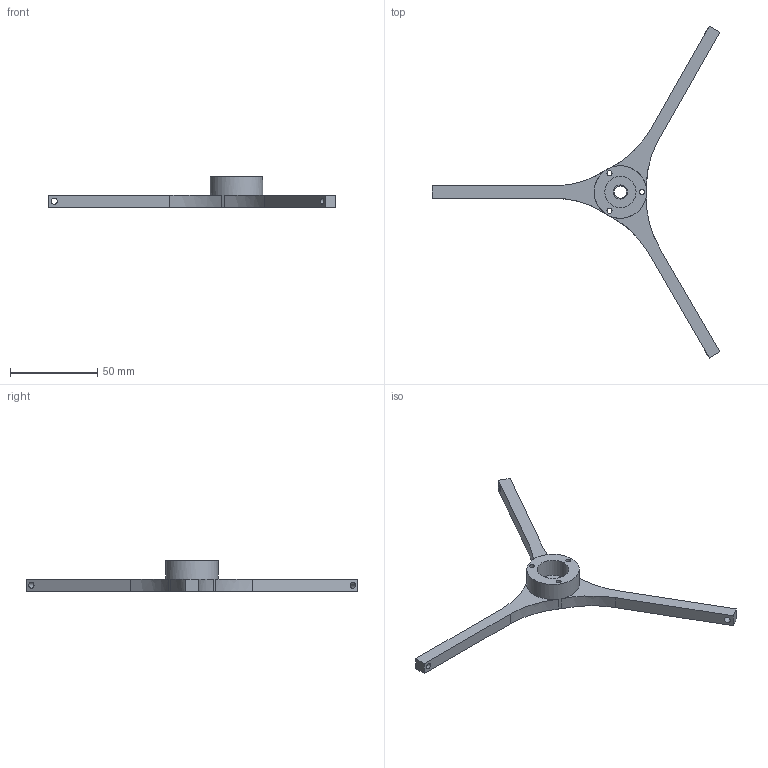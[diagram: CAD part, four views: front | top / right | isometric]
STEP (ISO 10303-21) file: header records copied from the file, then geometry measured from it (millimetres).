
FILE_DESCRIPTION(/* description */ (''),/* implementation_level */ '2;1');
FILE_NAME(/* name */ 'Tri Link.step',/* time_stamp */ '2025-03-30T12:11:58+02:00',/* author */ (''),/* organization */ (''),/* preprocessor_version */ 'ST-DEVELOPER v20.1',/* originating_system */ 'Autodesk Translation Framework v14.4.0.0',/* authorisation */ '');
FILE_SCHEMA (('AUTOMOTIVE_DESIGN { 1 0 10303 214 3 1 1 }'));
Length unit declared in the file: centimetre
Products named in the file (1): Tri Link
Bounding box: 165.05 x 190.53 x 17.5 mm (x, y, z)
Volume: 24738.4 mm3; surface area: 12684.4 mm2
Topology: 1 solids, 1 shells, 34 faces, 87 edges, 58 vertices
Faces by surface type: plane 17, cylinder 11, bspline 6
Full cylindrical faces by diameter (mm): 2.895 x1, 2.896 x1, 2.899 x1, 3.491 x1, 3.495 x1, 3.499 x1, 6.993 x1, 8.121 x2, 17.931 x1, 30.139 x1
Entity records: 1245 total; most frequent: CARTESIAN_POINT 402, ORIENTED_EDGE 174, DIRECTION 149, EDGE_CURVE 87, VERTEX_POINT 58, AXIS2_PLACEMENT_3D 57, EDGE_LOOP 51, LINE 35
